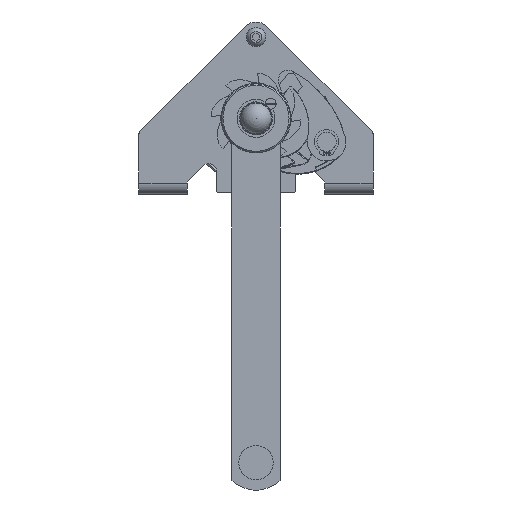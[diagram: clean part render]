
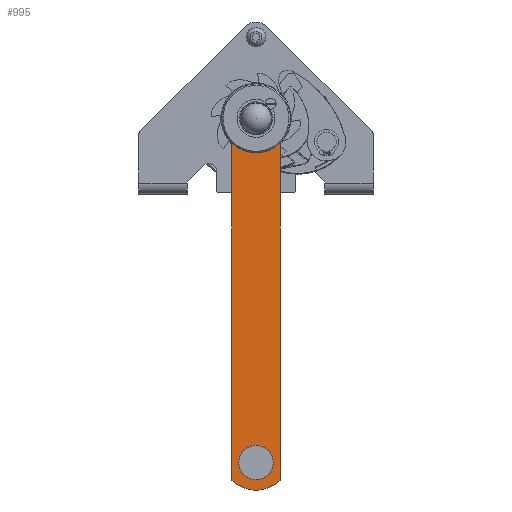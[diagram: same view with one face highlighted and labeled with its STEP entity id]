
A CAD part, front view. The second image highlights one B-rep face of the part: STEP entity #995.
In plain terms, the highlighted face is planar.
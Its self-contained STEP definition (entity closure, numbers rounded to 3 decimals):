
#995=ADVANCED_FACE('',(#2210,#2211),#2212,.F.);
#2210=FACE_OUTER_BOUND('',#6211,.T.);
#2211=FACE_BOUND('',#6212,.T.);
#2212=PLANE('',#6213);
#6211=EDGE_LOOP('',(#10310,#10311,#10312,#10313));
#6212=EDGE_LOOP('',(#10314));
#6213=AXIS2_PLACEMENT_3D('',#10315,#10316,#10317);
#10310=ORIENTED_EDGE('',*,*,#12489,.T.);
#10311=ORIENTED_EDGE('',*,*,#12953,.F.);
#10312=ORIENTED_EDGE('',*,*,#12208,.F.);
#10313=ORIENTED_EDGE('',*,*,#12974,.F.);
#10314=ORIENTED_EDGE('',*,*,#12975,.F.);
#10315=CARTESIAN_POINT('',(-10.973,4.808,-24.181));
#10316=DIRECTION('',(-1.,0.,0.));
#10317=DIRECTION('',(0.,0.,1.));
#12208=EDGE_CURVE('',#13798,#13800,#13801,.T.);
#12489=EDGE_CURVE('',#14265,#14263,#14266,.T.);
#12953=EDGE_CURVE('',#13800,#14263,#14934,.T.);
#12974=EDGE_CURVE('',#14265,#13798,#14958,.T.);
#12975=EDGE_CURVE('',#14959,#14959,#14960,.T.);
#13798=VERTEX_POINT('',#16626);
#13800=VERTEX_POINT('',#16629);
#13801=LINE('',#16630,#16631);
#14263=VERTEX_POINT('',#18874);
#14265=VERTEX_POINT('',#18877);
#14266=LINE('',#18878,#18879);
#14934=CIRCLE('',#20418,25.);
#14958=CIRCLE('',#20470,25.);
#14959=VERTEX_POINT('',#20471);
#14960=CIRCLE('',#20472,12.5);
#16626=CARTESIAN_POINT('',(-10.973,17.5,262.854));
#16629=CARTESIAN_POINT('',(-10.973,17.5,17.854));
#16630=CARTESIAN_POINT('',(-10.973,17.5,0.));
#16631=VECTOR('',#22224,1.);
#18874=CARTESIAN_POINT('',(-10.973,-17.5,17.854));
#18877=CARTESIAN_POINT('',(-10.973,-17.5,262.854));
#18878=CARTESIAN_POINT('',(-10.973,-17.5,0.));
#18879=VECTOR('',#22581,1.);
#20418=AXIS2_PLACEMENT_3D('',#23193,#23194,#23195);
#20470=AXIS2_PLACEMENT_3D('',#23211,#23212,#23213);
#20471=CARTESIAN_POINT('',(-10.973,0.,262.5));
#20472=AXIS2_PLACEMENT_3D('',#23214,#23215,#23216);
#22224=DIRECTION('',(0.,0.,-1.));
#22581=DIRECTION('',(0.,0.,-1.));
#23193=CARTESIAN_POINT('',(-10.973,0.,0.));
#23194=DIRECTION('',(1.,0.,0.));
#23195=DIRECTION('',(0.,1.,0.));
#23211=CARTESIAN_POINT('',(-10.973,0.,245.));
#23212=DIRECTION('',(-1.,0.,0.));
#23213=DIRECTION('',(0.,-1.,0.));
#23214=CARTESIAN_POINT('',(-10.973,0.,250.));
#23215=DIRECTION('',(1.,0.,0.));
#23216=DIRECTION('',(0.,0.,1.));
